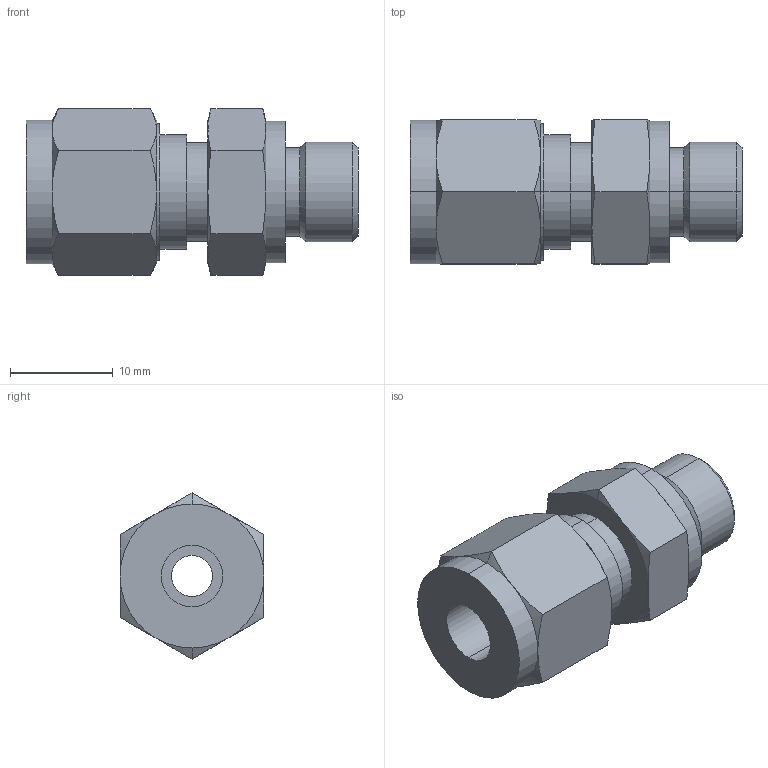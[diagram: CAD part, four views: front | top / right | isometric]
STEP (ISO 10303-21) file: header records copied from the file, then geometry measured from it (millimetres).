
FILE_DESCRIPTION (( 'STEP AP203' ), '1' );
FILE_NAME ('RizurLok-P-6(O)-1.8G(Pm).STEP', '2022-03-14T11:25:14', ( '' ), ( '' ), 'SwSTEP 2.0', 'SolidWorks 2020', '' );
FILE_SCHEMA (( 'CONFIG_CONTROL_DESIGN' ));
Length unit declared in the file: millimetre
Products named in the file (2): RizurLok-P-6(O)-1.8G(Pm)
Assembly tree (1 placements, depth 2):
  RizurLok-P-6(O)-1.8G(Pm)
    RizurLok-P-6(O)-1.8G(Pm)
Bounding box: 32.3 x 14 x 16.17 mm (x, y, z)
Volume: 3634.6 mm3; surface area: 2365.9 mm2
Topology: 1 solids, 1 shells, 174 faces, 435 edges, 277 vertices
Faces by surface type: plane 72, bspline 49, cone 36, cylinder 17
Full cylindrical faces by diameter (mm): 4 x1
Entity records: 7233 total; most frequent: CARTESIAN_POINT 3280, ORIENTED_EDGE 866, DIRECTION 611, EDGE_CURVE 433, VERTEX_POINT 276, VECTOR 221, LINE 221, AXIS2_PLACEMENT_3D 195
